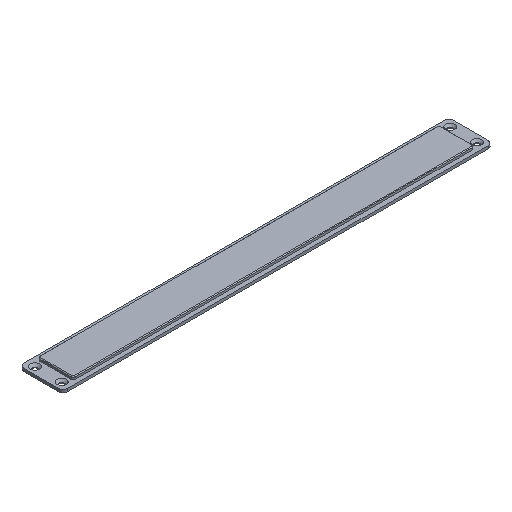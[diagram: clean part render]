
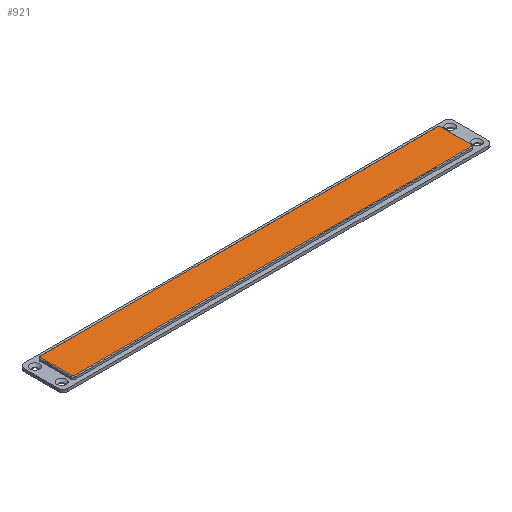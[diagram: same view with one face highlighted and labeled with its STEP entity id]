
A CAD part, isometric view. The second image highlights one B-rep face of the part: STEP entity #921.
In plain terms, the highlighted face is planar.
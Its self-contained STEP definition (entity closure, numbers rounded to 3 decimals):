
#584=CARTESIAN_POINT('',(69.421,-105.234,-12.708));
#585=VERTEX_POINT('',#584);
#592=CARTESIAN_POINT('',(70.421,-106.228,-12.604));
#593=VERTEX_POINT('',#592);
#594=CARTESIAN_POINT('',(70.421,-105.234,-12.708));
#595=DIRECTION('',(0.,0.105,0.995));
#596=DIRECTION('',(-0.707,-0.703,0.074));
#597=AXIS2_PLACEMENT_3D('',#594,#595,#596);
#598=CIRCLE('',#597,1.);
#599=EDGE_CURVE('',#585,#593,#598,.T.);
#626=CARTESIAN_POINT('',(69.421,-83.354,-15.008));
#627=VERTEX_POINT('',#626);
#634=CARTESIAN_POINT('',(69.421,15.104,-25.356));
#635=DIRECTION('',(0.,-0.995,0.105));
#636=VECTOR('',#635,220.);
#637=LINE('',#634,#636);
#638=EDGE_CURVE('',#627,#585,#637,.T.);
#655=CARTESIAN_POINT('',(352.421,-106.228,-12.604));
#656=VERTEX_POINT('',#655);
#672=CARTESIAN_POINT('',(-1198.579,-106.228,-12.604));
#673=DIRECTION('',(1.,0.,0.));
#674=VECTOR('',#673,2820.);
#675=LINE('',#672,#674);
#676=EDGE_CURVE('',#593,#656,#675,.T.);
#688=CARTESIAN_POINT('',(70.421,-82.36,-15.112));
#689=VERTEX_POINT('',#688);
#696=CARTESIAN_POINT('',(70.421,-83.354,-15.008));
#697=DIRECTION('',(-0.,0.105,0.995));
#698=DIRECTION('',(-0.707,0.703,-0.074));
#699=AXIS2_PLACEMENT_3D('',#696,#697,#698);
#700=CIRCLE('',#699,1.);
#701=EDGE_CURVE('',#689,#627,#700,.T.);
#719=CARTESIAN_POINT('',(353.421,-105.234,-12.708));
#720=VERTEX_POINT('',#719);
#737=CARTESIAN_POINT('',(352.421,-105.234,-12.708));
#738=DIRECTION('',(0.,0.105,0.995));
#739=DIRECTION('',(0.707,-0.703,0.074));
#740=AXIS2_PLACEMENT_3D('',#737,#738,#739);
#741=CIRCLE('',#740,1.);
#742=EDGE_CURVE('',#656,#720,#741,.T.);
#754=CARTESIAN_POINT('',(352.421,-82.36,-15.112));
#755=VERTEX_POINT('',#754);
#762=CARTESIAN_POINT('',(1621.421,-82.36,-15.112));
#763=DIRECTION('',(-1.,-0.,0.));
#764=VECTOR('',#763,2820.);
#765=LINE('',#762,#764);
#766=EDGE_CURVE('',#755,#689,#765,.T.);
#783=CARTESIAN_POINT('',(353.421,-83.354,-15.008));
#784=VERTEX_POINT('',#783);
#800=CARTESIAN_POINT('',(353.421,-203.691,-2.36));
#801=DIRECTION('',(0.,0.995,-0.105));
#802=VECTOR('',#801,220.);
#803=LINE('',#800,#802);
#804=EDGE_CURVE('',#720,#784,#803,.T.);
#823=CARTESIAN_POINT('',(352.421,-83.354,-15.008));
#824=DIRECTION('',(0.,0.105,0.995));
#825=DIRECTION('',(0.707,0.703,-0.074));
#826=AXIS2_PLACEMENT_3D('',#823,#824,#825);
#827=CIRCLE('',#826,1.);
#828=EDGE_CURVE('',#784,#755,#827,.T.);
#906=CARTESIAN_POINT('',(211.421,-94.294,-13.858));
#907=DIRECTION('',(-0.,0.105,0.995));
#908=DIRECTION('',(1.,-0.,0.));
#909=AXIS2_PLACEMENT_3D('',#906,#907,#908);
#910=PLANE('',#909);
#911=ORIENTED_EDGE('',*,*,#599,.F.);
#912=ORIENTED_EDGE('',*,*,#638,.F.);
#913=ORIENTED_EDGE('',*,*,#701,.F.);
#914=ORIENTED_EDGE('',*,*,#766,.F.);
#915=ORIENTED_EDGE('',*,*,#828,.F.);
#916=ORIENTED_EDGE('',*,*,#804,.F.);
#917=ORIENTED_EDGE('',*,*,#742,.F.);
#918=ORIENTED_EDGE('',*,*,#676,.F.);
#919=EDGE_LOOP('',(#911,#912,#913,#914,#915,#916,#917,#918));
#920=FACE_BOUND('',#919,.T.);
#921=ADVANCED_FACE('',(#920),#910,.F.);
